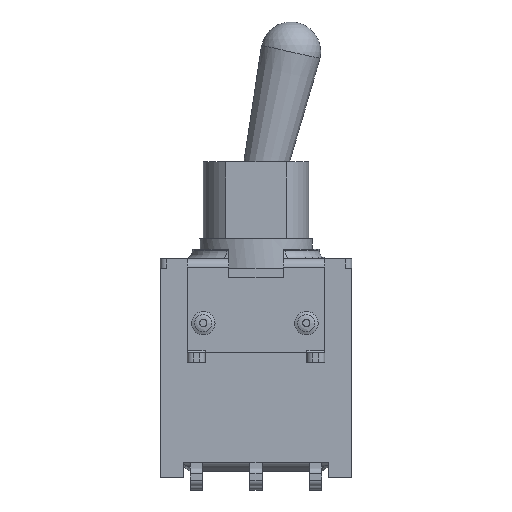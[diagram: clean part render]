
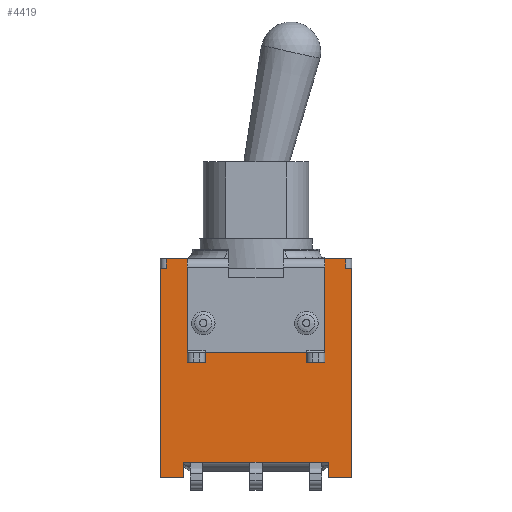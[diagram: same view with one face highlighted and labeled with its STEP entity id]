
A CAD part, front view. The second image highlights one B-rep face of the part: STEP entity #4419.
In plain terms, the highlighted planar face has unit normal (0, -1, 0).
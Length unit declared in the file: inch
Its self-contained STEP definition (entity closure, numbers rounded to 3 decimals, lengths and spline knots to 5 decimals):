
#2041=CARTESIAN_POINT('',(0.12067,-0.1,0.02559));
#2042=VERTEX_POINT('',#2041);
#2049=CARTESIAN_POINT('',(-0.12067,-0.1,0.02559));
#2050=VERTEX_POINT('',#2049);
#2051=CARTESIAN_POINT('',(-0.12067,-0.1,0.02559));
#2052=DIRECTION('',(1.0,0.0,0.0));
#2053=VECTOR('',#2052,0.24134);
#2054=LINE('',#2051,#2053);
#2055=EDGE_CURVE('',#2050,#2042,#2054,.T.);
#2338=CARTESIAN_POINT('',(-0.11496,-0.1,0.20669));
#2339=VERTEX_POINT('',#2338);
#2340=CARTESIAN_POINT('',(-0.11496,-0.1,0.36575));
#2341=VERTEX_POINT('',#2340);
#2342=CARTESIAN_POINT('',(-0.11496,-0.1,0.20669));
#2343=DIRECTION('',(0.0,0.0,1.0));
#2344=VECTOR('',#2343,0.15906);
#2345=LINE('',#2342,#2344);
#2346=EDGE_CURVE('',#2339,#2341,#2345,.T.);
#2654=CARTESIAN_POINT('',(0.11496,-0.1,0.36575));
#2655=VERTEX_POINT('',#2654);
#2662=CARTESIAN_POINT('',(0.1502,-0.1,0.36575));
#2663=VERTEX_POINT('',#2662);
#2664=CARTESIAN_POINT('',(0.1502,-0.1,0.36575));
#2665=DIRECTION('',(-1.0,0.0,0.0));
#2666=VECTOR('',#2665,0.03524);
#2667=LINE('',#2664,#2666);
#2668=EDGE_CURVE('',#2663,#2655,#2667,.T.);
#2946=CARTESIAN_POINT('',(-0.1502,-0.1,0.36575));
#2947=VERTEX_POINT('',#2946);
#2955=CARTESIAN_POINT('',(-0.11496,-0.1,0.36575));
#2956=DIRECTION('',(-1.0,0.0,0.0));
#2957=VECTOR('',#2956,0.03524);
#2958=LINE('',#2955,#2957);
#2959=EDGE_CURVE('',#2341,#2947,#2958,.T.);
#3573=CARTESIAN_POINT('',(0.08504,-0.1,0.20866));
#3574=VERTEX_POINT('',#3573);
#3581=CARTESIAN_POINT('',(0.08504,-0.1,0.20669));
#3582=VERTEX_POINT('',#3581);
#3583=CARTESIAN_POINT('',(0.08504,-0.1,0.20669));
#3584=DIRECTION('',(0.0,0.0,1.0));
#3585=VECTOR('',#3584,0.00197);
#3586=LINE('',#3583,#3585);
#3587=EDGE_CURVE('',#3582,#3574,#3586,.T.);
#3685=CARTESIAN_POINT('',(0.11496,-0.1,0.20669));
#3686=VERTEX_POINT('',#3685);
#3687=CARTESIAN_POINT('',(0.11496,-0.1,0.36575));
#3688=DIRECTION('',(0.0,0.0,-1.0));
#3689=VECTOR('',#3688,0.15906);
#3690=LINE('',#3687,#3689);
#3691=EDGE_CURVE('',#2655,#3686,#3690,.T.);
#3934=CARTESIAN_POINT('',(-0.08504,-0.1,0.20669));
#3935=VERTEX_POINT('',#3934);
#3936=CARTESIAN_POINT('',(-0.08504,-0.1,0.20669));
#3937=DIRECTION('',(-1.0,0.0,0.0));
#3938=VECTOR('',#3937,0.02992);
#3939=LINE('',#3936,#3938);
#3940=EDGE_CURVE('',#3935,#2339,#3939,.T.);
#3961=CARTESIAN_POINT('',(-0.08504,-0.1,0.20866));
#3962=VERTEX_POINT('',#3961);
#3963=CARTESIAN_POINT('',(-0.08504,-0.1,0.20866));
#3964=DIRECTION('',(0.0,0.0,-1.0));
#3965=VECTOR('',#3964,0.00197);
#3966=LINE('',#3963,#3965);
#3967=EDGE_CURVE('',#3962,#3935,#3966,.T.);
#3999=CARTESIAN_POINT('',(0.11496,-0.1,0.20669));
#4000=DIRECTION('',(-1.0,0.0,0.0));
#4001=VECTOR('',#4000,0.02992);
#4002=LINE('',#3999,#4001);
#4003=EDGE_CURVE('',#3686,#3582,#4002,.T.);
#4071=CARTESIAN_POINT('',(0.08504,-0.1,0.20866));
#4072=DIRECTION('',(-1.0,0.0,0.0));
#4073=VECTOR('',#4072,0.17008);
#4074=LINE('',#4071,#4073);
#4075=EDGE_CURVE('',#3574,#3962,#4074,.T.);
#4152=CARTESIAN_POINT('',(0.1502,-0.1,0.35));
#4153=VERTEX_POINT('',#4152);
#4154=CARTESIAN_POINT('',(0.1502,-0.1,0.36575));
#4155=DIRECTION('',(0.0,0.0,-1.0));
#4156=VECTOR('',#4155,0.01575);
#4157=LINE('',#4154,#4156);
#4158=EDGE_CURVE('',#2663,#4153,#4157,.T.);
#4192=CARTESIAN_POINT('',(-0.1502,-0.1,0.35));
#4193=VERTEX_POINT('',#4192);
#4201=CARTESIAN_POINT('',(-0.1502,-0.1,0.35));
#4202=DIRECTION('',(0.0,0.0,1.0));
#4203=VECTOR('',#4202,0.01575);
#4204=LINE('',#4201,#4203);
#4205=EDGE_CURVE('',#4193,#2947,#4204,.T.);
#4233=CARTESIAN_POINT('',(-0.16004,-0.1,0.35));
#4234=VERTEX_POINT('',#4233);
#4241=CARTESIAN_POINT('',(-0.1502,-0.1,0.35));
#4242=DIRECTION('',(-1.0,0.0,0.0));
#4243=VECTOR('',#4242,0.00984);
#4244=LINE('',#4241,#4243);
#4245=EDGE_CURVE('',#4193,#4234,#4244,.T.);
#4279=CARTESIAN_POINT('',(0.16004,-0.1,0.35));
#4280=VERTEX_POINT('',#4279);
#4281=CARTESIAN_POINT('',(0.16004,-0.1,0.35));
#4282=DIRECTION('',(-1.0,0.0,0.0));
#4283=VECTOR('',#4282,0.00984);
#4284=LINE('',#4281,#4283);
#4285=EDGE_CURVE('',#4280,#4153,#4284,.T.);
#4354=CARTESIAN_POINT('',(-0.17604,-0.1,0.38404));
#4355=DIRECTION('',(0.0,-1.0,0.0));
#4356=DIRECTION('',(0.0,0.0,-1.0));
#4357=AXIS2_PLACEMENT_3D('',#4354,#4355,#4356);
#4358=PLANE('',#4357);
#4359=ORIENTED_EDGE('',*,*,#3691,.T.);
#4360=ORIENTED_EDGE('',*,*,#4003,.T.);
#4361=ORIENTED_EDGE('',*,*,#3587,.T.);
#4362=ORIENTED_EDGE('',*,*,#4075,.T.);
#4363=ORIENTED_EDGE('',*,*,#3967,.T.);
#4364=ORIENTED_EDGE('',*,*,#3940,.T.);
#4365=ORIENTED_EDGE('',*,*,#2346,.T.);
#4366=ORIENTED_EDGE('',*,*,#2959,.T.);
#4367=ORIENTED_EDGE('',*,*,#4205,.F.);
#4368=ORIENTED_EDGE('',*,*,#4245,.T.);
#4369=CARTESIAN_POINT('',(-0.16004,-0.1,0.0));
#4370=VERTEX_POINT('',#4369);
#4371=CARTESIAN_POINT('',(-0.16004,-0.1,0.0));
#4372=DIRECTION('',(0.0,0.0,1.0));
#4373=VECTOR('',#4372,0.35);
#4374=LINE('',#4371,#4373);
#4375=EDGE_CURVE('',#4370,#4234,#4374,.T.);
#4376=ORIENTED_EDGE('',*,*,#4375,.F.);
#4377=CARTESIAN_POINT('',(-0.12067,-0.1,0.0));
#4378=VERTEX_POINT('',#4377);
#4379=CARTESIAN_POINT('',(-0.12067,-0.1,0.0));
#4380=DIRECTION('',(-1.0,0.0,0.0));
#4381=VECTOR('',#4380,0.03937);
#4382=LINE('',#4379,#4381);
#4383=EDGE_CURVE('',#4378,#4370,#4382,.T.);
#4384=ORIENTED_EDGE('',*,*,#4383,.F.);
#4385=CARTESIAN_POINT('',(-0.12067,-0.1,0.0));
#4386=DIRECTION('',(0.0,0.0,1.0));
#4387=VECTOR('',#4386,0.02559);
#4388=LINE('',#4385,#4387);
#4389=EDGE_CURVE('',#4378,#2050,#4388,.T.);
#4390=ORIENTED_EDGE('',*,*,#4389,.T.);
#4391=ORIENTED_EDGE('',*,*,#2055,.T.);
#4392=CARTESIAN_POINT('',(0.12067,-0.1,0.0));
#4393=VERTEX_POINT('',#4392);
#4394=CARTESIAN_POINT('',(0.12067,-0.1,0.02559));
#4395=DIRECTION('',(0.0,0.0,-1.0));
#4396=VECTOR('',#4395,0.02559);
#4397=LINE('',#4394,#4396);
#4398=EDGE_CURVE('',#2042,#4393,#4397,.T.);
#4399=ORIENTED_EDGE('',*,*,#4398,.T.);
#4400=CARTESIAN_POINT('',(0.16004,-0.1,0.0));
#4401=VERTEX_POINT('',#4400);
#4402=CARTESIAN_POINT('',(0.16004,-0.1,0.0));
#4403=DIRECTION('',(-1.0,0.0,0.0));
#4404=VECTOR('',#4403,0.03937);
#4405=LINE('',#4402,#4404);
#4406=EDGE_CURVE('',#4401,#4393,#4405,.T.);
#4407=ORIENTED_EDGE('',*,*,#4406,.F.);
#4408=CARTESIAN_POINT('',(0.16004,-0.1,0.0));
#4409=DIRECTION('',(0.0,0.0,1.0));
#4410=VECTOR('',#4409,0.35);
#4411=LINE('',#4408,#4410);
#4412=EDGE_CURVE('',#4401,#4280,#4411,.T.);
#4413=ORIENTED_EDGE('',*,*,#4412,.T.);
#4414=ORIENTED_EDGE('',*,*,#4285,.T.);
#4415=ORIENTED_EDGE('',*,*,#4158,.F.);
#4416=ORIENTED_EDGE('',*,*,#2668,.T.);
#4417=EDGE_LOOP('',(#4359,#4360,#4361,#4362,#4363,#4364,#4365,#4366,#4367,#4368,#4376,#4384,#4390,#4391,#4399,#4407,#4413,#4414,#4415,#4416));
#4418=FACE_OUTER_BOUND('',#4417,.T.);
#4419=ADVANCED_FACE('',(#4418),#4358,.T.);
